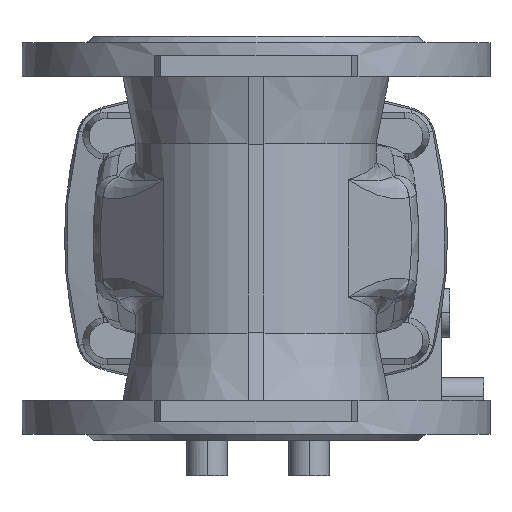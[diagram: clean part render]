
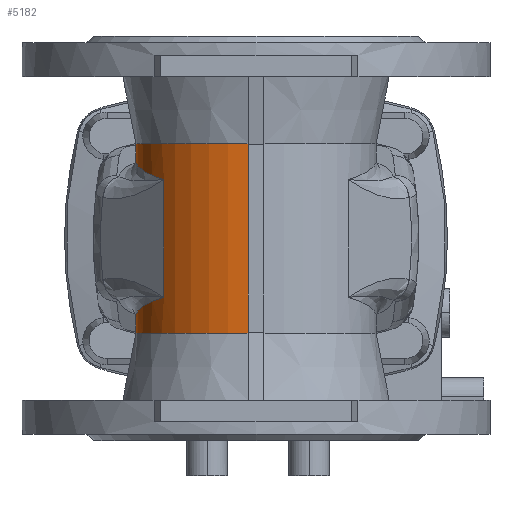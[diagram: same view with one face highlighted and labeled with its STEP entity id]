
A CAD part, front view. The second image highlights one B-rep face of the part: STEP entity #5182.
In plain terms, the highlighted cylindrical face has radius 56.5 mm (diameter 113 mm), a partial arc.
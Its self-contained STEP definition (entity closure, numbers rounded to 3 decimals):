
#4053 = DIRECTION ( 'NONE',  ( 0., 0., -1. ) ) ;
#4057 = CARTESIAN_POINT ( 'NONE',  ( -3.75, -56.375, 312.526 ) ) ;
#4074 = CARTESIAN_POINT ( 'NONE',  ( -56.5, -13.422, 33.31 ) ) ;
#4084 = CARTESIAN_POINT ( 'NONE',  ( -43.282, -36.317, 312.526 ) ) ;
#4113 = DIRECTION ( 'NONE',  ( 1., 0., 0. ) ) ;
#4132 = DIRECTION ( 'NONE',  ( 0., 0., 1. ) ) ;
#4169 = CARTESIAN_POINT ( 'NONE',  ( -56.5, -13.422, -33.31 ) ) ;
#4225 = CARTESIAN_POINT ( 'NONE',  ( 0., 0., -44.618 ) ) ;
#4237 = DIRECTION ( 'NONE',  ( 1., 0., 0. ) ) ;
#4240 = CARTESIAN_POINT ( 'NONE',  ( -56.5, 0., 312.526 ) ) ;
#4248 = CARTESIAN_POINT ( 'NONE',  ( 0., 0., 44.618 ) ) ;
#4250 = DIRECTION ( 'NONE',  ( 0., 0., 1. ) ) ;
#4252 = CARTESIAN_POINT ( 'NONE',  ( -56.5, 0., 36.707 ) ) ;
#4328 = CARTESIAN_POINT ( 'NONE',  ( -43.282, -36.317, 27.651 ) ) ;
#4336 = CARTESIAN_POINT ( 'NONE',  ( -56.5, 0., 312.526 ) ) ;
#4356 = CARTESIAN_POINT ( 'NONE',  ( -56.5, 0., -36.707 ) ) ;
#4384 = DIRECTION ( 'NONE',  ( 0., 0., -1. ) ) ;
#4430 = CARTESIAN_POINT ( 'NONE',  ( -3.75, -56.375, -44.618 ) ) ;
#4665 = CARTESIAN_POINT ( 'NONE',  ( -56.5, 0., -44.618 ) ) ;
#4678 = CARTESIAN_POINT ( 'NONE',  ( -43.282, -36.317, -27.651 ) ) ;
#5010 = DIRECTION ( 'NONE',  ( 0., 0., -1. ) ) ;
#5041 = CARTESIAN_POINT ( 'NONE',  ( -56.5, 0., -36.707 ) ) ;
#5046 = CARTESIAN_POINT ( 'NONE',  ( -51.909, -26.035, 30.165 ) ) ;
#5062 = CARTESIAN_POINT ( 'NONE',  ( -51.909, -26.035, -30.165 ) ) ;
#5067 = CARTESIAN_POINT ( 'NONE',  ( -43.282, -36.317, -27.651 ) ) ;
#5072 = DIRECTION ( 'NONE',  ( 0., 0., -1. ) ) ;
#5182 = ADVANCED_FACE ( 'NONE', ( #29012 ), #29018, .T. ) ;
#6696 = AXIS2_PLACEMENT_3D ( 'NONE', #17007, #17008, #17017 ) ;
#7011 = EDGE_CURVE ( 'NONE', #14065, #21008, #25446, .T. ) ;
#7012 = EDGE_CURVE ( 'NONE', #20950, #21243, #25445, .T. ) ;
#7013 = EDGE_CURVE ( 'NONE', #21256, #20950, #13368, .T. ) ;
#7014 = EDGE_CURVE ( 'NONE', #13974, #20814, #25451, .T. ) ;
#7015 = EDGE_CURVE ( 'NONE', #14064, #21256, #25453, .T. ) ;
#7016 = EDGE_CURVE ( 'NONE', #14064, #20814, #13369, .T. ) ;
#7017 = EDGE_CURVE ( 'NONE', #13974, #14065, #25454, .T. ) ;
#7039 = EDGE_CURVE ( 'NONE', #21243, #21008, #25469, .T. ) ;
#8741 = EDGE_LOOP ( 'NONE', ( #12424, #12423, #12422, #12420, #12419, #12418, #12417, #12416 ) ) ;
#12416 = ORIENTED_EDGE ( 'NONE', *, *, #7011, .F. ) ;
#12417 = ORIENTED_EDGE ( 'NONE', *, *, #7039, .T. ) ;
#12418 = ORIENTED_EDGE ( 'NONE', *, *, #7012, .T. ) ;
#12419 = ORIENTED_EDGE ( 'NONE', *, *, #7013, .T. ) ;
#12420 = ORIENTED_EDGE ( 'NONE', *, *, #7015, .T. ) ;
#12422 = ORIENTED_EDGE ( 'NONE', *, *, #7016, .F. ) ;
#12423 = ORIENTED_EDGE ( 'NONE', *, *, #7014, .T. ) ;
#12424 = ORIENTED_EDGE ( 'NONE', *, *, #7017, .F. ) ;
#13211 = CARTESIAN_POINT ( 'NONE',  ( -56.5, 0., 36.707 ) ) ;
#13368 =( BOUNDED_CURVE ( )  B_SPLINE_CURVE ( 3, ( #5067, #5062, #4169, #5041 ),
 .UNSPECIFIED., .F., .F. ) 
 B_SPLINE_CURVE_WITH_KNOTS ( ( 4, 4 ),
 ( 3.974, 4.672 ),
 .UNSPECIFIED. ) 
 CURVE ( )  GEOMETRIC_REPRESENTATION_ITEM ( )  RATIONAL_B_SPLINE_CURVE ( ( 1., 0.96, 0.96, 1. ) ) 
 REPRESENTATION_ITEM ( '' )  );
#13369 =( BOUNDED_CURVE ( )  B_SPLINE_CURVE ( 3, ( #4328, #5046, #4074, #4252 ),
 .UNSPECIFIED., .F., .F. ) 
 B_SPLINE_CURVE_WITH_KNOTS ( ( 4, 4 ),
 ( 3.974, 4.672 ),
 .UNSPECIFIED. ) 
 CURVE ( )  GEOMETRIC_REPRESENTATION_ITEM ( )  RATIONAL_B_SPLINE_CURVE ( ( 1., 0.96, 0.96, 1. ) ) 
 REPRESENTATION_ITEM ( '' )  );
#13974 = VERTEX_POINT ( 'NONE', #24600 ) ;
#14064 = VERTEX_POINT ( 'NONE', #24690 ) ;
#14065 = VERTEX_POINT ( 'NONE', #24691 ) ;
#17007 = CARTESIAN_POINT ( 'NONE',  ( 0., 0., 312.526 ) ) ;
#17008 = DIRECTION ( 'NONE',  ( 0., 0., -1. ) ) ;
#17017 = DIRECTION ( 'NONE',  ( -1., 0., 0. ) ) ;
#20814 = VERTEX_POINT ( 'NONE', #13211 ) ;
#20950 = VERTEX_POINT ( 'NONE', #4356 ) ;
#21008 = VERTEX_POINT ( 'NONE', #4430 ) ;
#21243 = VERTEX_POINT ( 'NONE', #4665 ) ;
#21256 = VERTEX_POINT ( 'NONE', #4678 ) ;
#24600 = CARTESIAN_POINT ( 'NONE',  ( -56.5, 0., 44.618 ) ) ;
#24690 = CARTESIAN_POINT ( 'NONE',  ( -43.282, -36.317, 27.651 ) ) ;
#24691 = CARTESIAN_POINT ( 'NONE',  ( -3.75, -56.375, 44.618 ) ) ;
#25445 = LINE ( 'NONE', #4240, #25452 ) ;
#25446 = LINE ( 'NONE', #4057, #25450 ) ;
#25449 = VECTOR ( 'NONE', #4384, 1000. ) ;
#25450 = VECTOR ( 'NONE', #4053, 1000. ) ;
#25451 = LINE ( 'NONE', #4336, #25449 ) ;
#25452 = VECTOR ( 'NONE', #5010, 1000. ) ;
#25453 = LINE ( 'NONE', #4084, #25455 ) ;
#25454 = CIRCLE ( 'NONE', #26619, 56.5 ) ;
#25455 = VECTOR ( 'NONE', #5072, 1000. ) ;
#25469 = CIRCLE ( 'NONE', #26602, 56.5 ) ;
#26602 = AXIS2_PLACEMENT_3D ( 'NONE', #4225, #4132, #4113 ) ;
#26619 = AXIS2_PLACEMENT_3D ( 'NONE', #4248, #4250, #4237 ) ;
#29012 = FACE_OUTER_BOUND ( 'NONE', #8741, .T. ) ;
#29018 = CYLINDRICAL_SURFACE ( 'NONE', #6696, 56.5 ) ;
